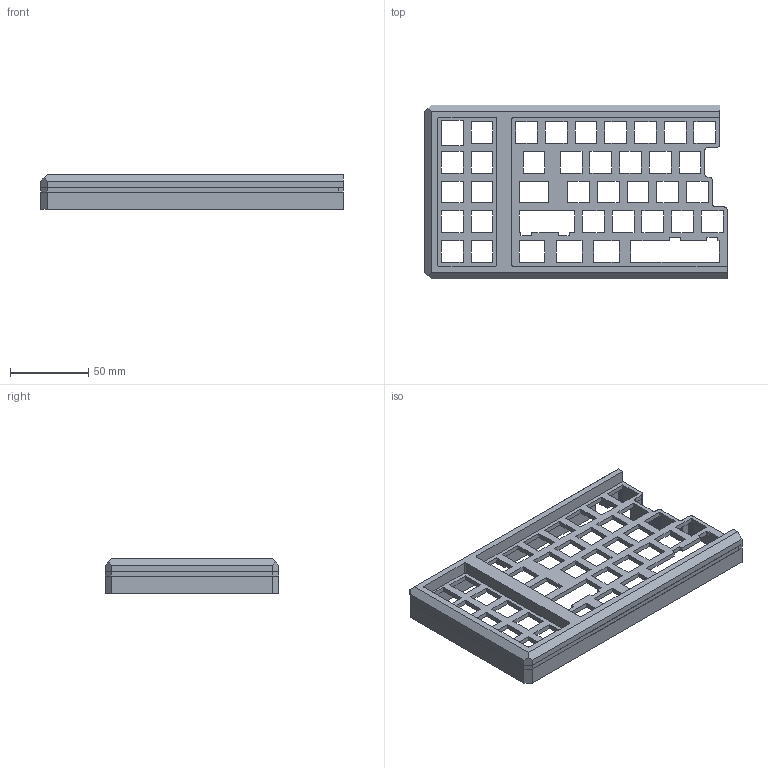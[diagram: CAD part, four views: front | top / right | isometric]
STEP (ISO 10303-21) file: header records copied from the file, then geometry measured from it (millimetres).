
FILE_DESCRIPTION(/* description */ (''),/* implementation_level */ '2;1');
FILE_NAME(/* name */ 'case-left-macro-no-notch v11.step',/* time_stamp */ '2022-04-09T21:07:29-04:00',/* author */ (''),/* organization */ (''),/* preprocessor_version */ 'ST-DEVELOPER v18.1',/* originating_system */ 'Autodesk Translation Framework v10.14.0.1471',/* authorisation */ '');
FILE_SCHEMA (('AUTOMOTIVE_DESIGN { 1 0 10303 214 3 1 1 }'));
Length unit declared in the file: millimetre
Products named in the file (1): case-left-macro
Bounding box: 193.75 x 111.27 x 22 mm (x, y, z)
Volume: 112410.1 mm3; surface area: 71652.5 mm2
Topology: 4 solids, 4 shells, 595 faces, 1761 edges, 1174 vertices
Faces by surface type: plane 576, cylinder 10, bspline 9
Full cylindrical faces by diameter (mm): 2 x6
Entity records: 20041 total; most frequent: CARTESIAN_POINT 3933, ORIENTED_EDGE 3522, DIRECTION 2936, EDGE_CURVE 1761, LINE 1722, VECTOR 1722, VERTEX_POINT 1174, EDGE_LOOP 691
